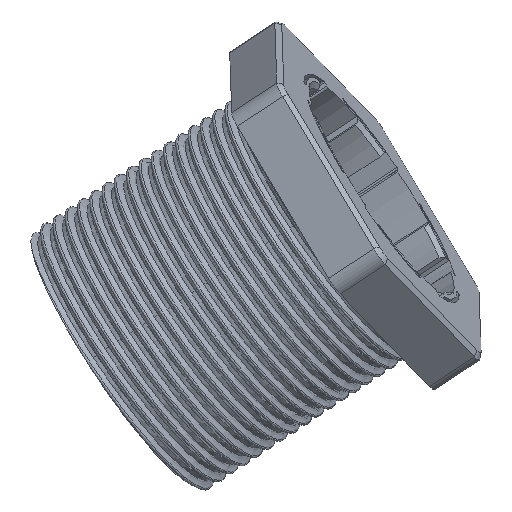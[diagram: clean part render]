
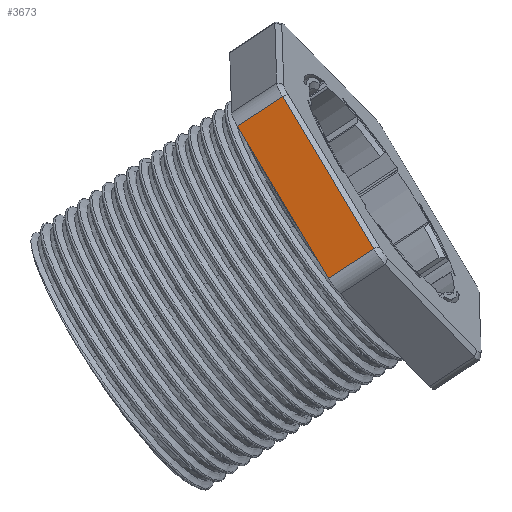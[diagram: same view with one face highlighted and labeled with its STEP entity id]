
A CAD part, left-side view. The second image highlights one B-rep face of the part: STEP entity #3673.
In plain terms, the highlighted planar face has unit normal (-0.956, 0.276, 0.103).
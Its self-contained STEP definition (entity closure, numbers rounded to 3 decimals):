
#49=PLANE('',#3906);
#188=FACE_OUTER_BOUND('',#388,.T.);
#388=EDGE_LOOP('',(#2660,#2661,#2662,#2663));
#876=LINE('',#9831,#1154);
#897=LINE('',#9895,#1175);
#898=LINE('',#9899,#1176);
#899=LINE('',#9900,#1177);
#1154=VECTOR('',#4370,10.);
#1175=VECTOR('',#4437,10.);
#1176=VECTOR('',#4442,10.);
#1177=VECTOR('',#4443,10.);
#1512=VERTEX_POINT('',#9821);
#1514=VERTEX_POINT('',#9827);
#1535=VERTEX_POINT('',#9894);
#1536=VERTEX_POINT('',#9898);
#1965=EDGE_CURVE('',#1512,#1514,#876,.T.);
#1997=EDGE_CURVE('',#1514,#1535,#897,.T.);
#1999=EDGE_CURVE('',#1536,#1512,#898,.T.);
#2000=EDGE_CURVE('',#1535,#1536,#899,.T.);
#2660=ORIENTED_EDGE('',*,*,#1965,.F.);
#2661=ORIENTED_EDGE('',*,*,#1999,.F.);
#2662=ORIENTED_EDGE('',*,*,#2000,.F.);
#2663=ORIENTED_EDGE('',*,*,#1997,.F.);
#3673=ADVANCED_FACE('',(#188),#49,.T.);
#3906=AXIS2_PLACEMENT_3D('',#9897,#4440,#4441);
#4370=DIRECTION('',(-0.234,-0.499,-0.834));
#4437=DIRECTION('',(0.179,0.821,-0.542));
#4440=DIRECTION('center_axis',(-0.956,0.276,0.103));
#4441=DIRECTION('ref_axis',(0.234,0.499,0.834));
#4442=DIRECTION('',(-0.179,-0.821,0.542));
#4443=DIRECTION('',(0.234,0.499,0.834));
#9821=CARTESIAN_POINT('',(-178.291,98.868,298.757));
#9827=CARTESIAN_POINT('',(-182.578,89.729,283.486));
#9831=CARTESIAN_POINT('',(-182.746,89.371,282.887));
#9894=CARTESIAN_POINT('',(-181.596,94.247,280.507));
#9895=CARTESIAN_POINT('',(-182.667,89.319,283.757));
#9897=CARTESIAN_POINT('Origin',(-182.938,88.742,282.794));
#9898=CARTESIAN_POINT('',(-177.308,103.385,295.778));
#9899=CARTESIAN_POINT('',(-178.38,98.457,299.028));
#9900=CARTESIAN_POINT('',(-177.038,103.962,296.741));
